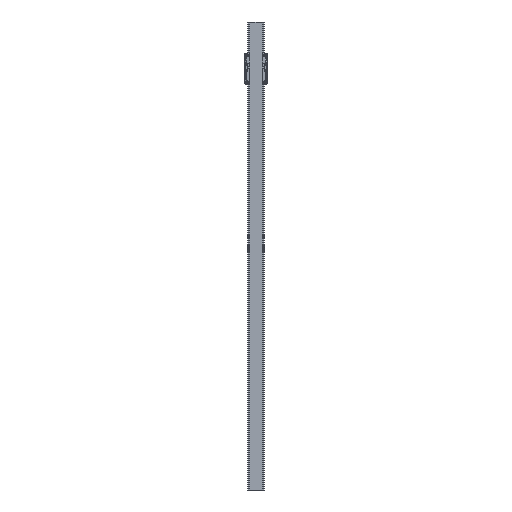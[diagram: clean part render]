
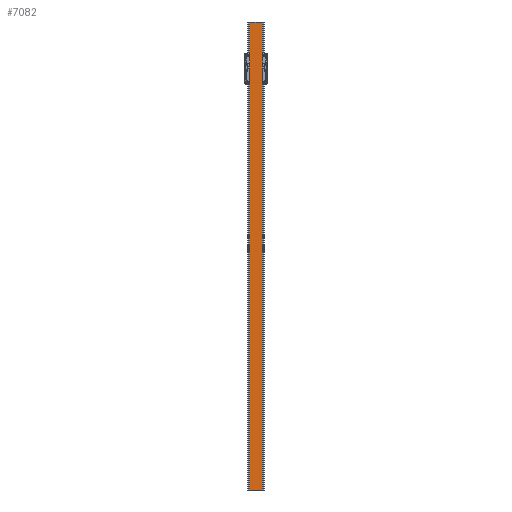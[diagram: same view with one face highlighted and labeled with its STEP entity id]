
A CAD part, front view. The second image highlights one B-rep face of the part: STEP entity #7082.
In plain terms, the highlighted planar face has unit normal (0, -1, 0).
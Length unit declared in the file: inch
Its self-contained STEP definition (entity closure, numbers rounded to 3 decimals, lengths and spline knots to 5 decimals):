
#322 = EDGE_CURVE ( 'NONE', #15079, #1650, #10305, .T. ) ;
#1213 = ORIENTED_EDGE ( 'NONE', *, *, #322, .F. ) ;
#1247 = EDGE_CURVE ( 'NONE', #15079, #8879, #13101, .T. ) ;
#1650 = VERTEX_POINT ( 'NONE', #9625 ) ;
#1683 = CARTESIAN_POINT ( 'NONE',  ( 0.76033, -0.63387, 0. ) ) ;
#2054 = DIRECTION ( 'NONE',  ( 1., 0., 0. ) ) ;
#2247 = ORIENTED_EDGE ( 'NONE', *, *, #11942, .F. ) ;
#2499 = ORIENTED_EDGE ( 'NONE', *, *, #1247, .T. ) ;
#2964 = EDGE_CURVE ( 'NONE', #8879, #14464, #11461, .T. ) ;
#3259 = CARTESIAN_POINT ( 'NONE',  ( 0.76033, -0.63387, -59.05512 ) ) ;
#3495 = CARTESIAN_POINT ( 'NONE',  ( -0.76033, -0.63387, 0. ) ) ;
#3600 = FACE_OUTER_BOUND ( 'NONE', #15122, .T. ) ;
#3959 = AXIS2_PLACEMENT_3D ( 'NONE', #8385, #11026, #8228 ) ;
#4177 = ORIENTED_EDGE ( 'NONE', *, *, #2964, .T. ) ;
#4337 = CARTESIAN_POINT ( 'NONE',  ( 0.76033, -0.63387, -15.748 ) ) ;
#4628 = CARTESIAN_POINT ( 'NONE',  ( 0.76033, -0.63387, -59.05512 ) ) ;
#5386 = DIRECTION ( 'NONE',  ( 0., 0., 1. ) ) ;
#6135 = VECTOR ( 'NONE', #5386, 39.37008 ) ;
#7082 = ADVANCED_FACE ( 'NONE', ( #3600 ), #8461, .T. ) ;
#8228 = DIRECTION ( 'NONE',  ( 0., 0., -1. ) ) ;
#8385 = CARTESIAN_POINT ( 'NONE',  ( -0.76033, -0.63387, -15.748 ) ) ;
#8461 = PLANE ( 'NONE',  #3959 ) ;
#8879 = VERTEX_POINT ( 'NONE', #3259 ) ;
#9104 = CARTESIAN_POINT ( 'NONE',  ( -0.76033, -0.63387, -15.748 ) ) ;
#9486 = DIRECTION ( 'NONE',  ( 1., 0., 0. ) ) ;
#9625 = CARTESIAN_POINT ( 'NONE',  ( -0.76033, -0.63387, 0. ) ) ;
#9732 = VECTOR ( 'NONE', #15207, 39.37008 ) ;
#10305 = LINE ( 'NONE', #9104, #9732 ) ;
#10821 = VECTOR ( 'NONE', #2054, 39.37008 ) ;
#11026 = DIRECTION ( 'NONE',  ( 0., -1., 0. ) ) ;
#11139 = CARTESIAN_POINT ( 'NONE',  ( -0.76033, -0.63387, -59.05512 ) ) ;
#11303 = VECTOR ( 'NONE', #9486, 39.37008 ) ;
#11461 = LINE ( 'NONE', #4337, #6135 ) ;
#11942 = EDGE_CURVE ( 'NONE', #1650, #14464, #12998, .T. ) ;
#12998 = LINE ( 'NONE', #3495, #10821 ) ;
#13101 = LINE ( 'NONE', #4628, #11303 ) ;
#14464 = VERTEX_POINT ( 'NONE', #1683 ) ;
#15079 = VERTEX_POINT ( 'NONE', #11139 ) ;
#15122 = EDGE_LOOP ( 'NONE', ( #2247, #1213, #2499, #4177 ) ) ;
#15207 = DIRECTION ( 'NONE',  ( 0., 0., 1. ) ) ;
